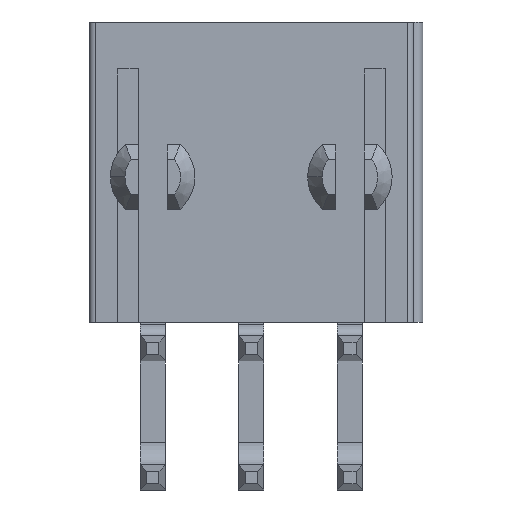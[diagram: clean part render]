
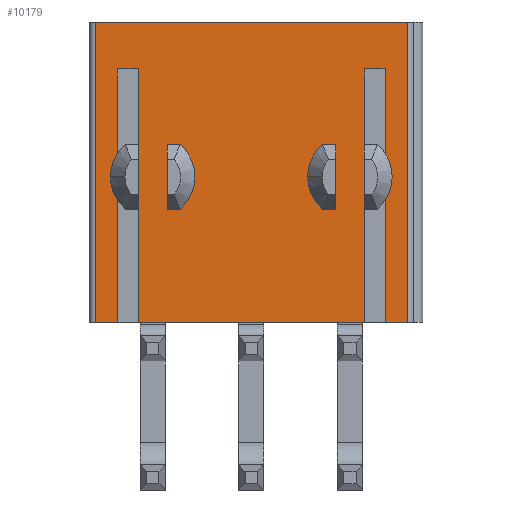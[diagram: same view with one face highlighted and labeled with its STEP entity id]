
A CAD part, front view. The second image highlights one B-rep face of the part: STEP entity #10179.
In plain terms, the highlighted planar face has unit normal (0, -1, 0).
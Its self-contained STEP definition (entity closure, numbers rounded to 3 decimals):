
#35 = VERTEX_POINT ( 'NONE', #5175 ) ;
#71 = ORIENTED_EDGE ( 'NONE', *, *, #979, .T. ) ;
#104 = VECTOR ( 'NONE', #9545, 1000. ) ;
#183 = DIRECTION ( 'NONE',  ( -1., 0., 0. ) ) ;
#398 = VERTEX_POINT ( 'NONE', #2089 ) ;
#507 = DIRECTION ( 'NONE',  ( 0., 1., 0. ) ) ;
#657 = FACE_OUTER_BOUND ( 'NONE', #3125, .T. ) ;
#803 = CARTESIAN_POINT ( 'NONE',  ( 6.65, 0.4, 6.6 ) ) ;
#884 = LINE ( 'NONE', #8795, #927 ) ;
#901 = CARTESIAN_POINT ( 'NONE',  ( 3.59, 0.4, 1.37 ) ) ;
#927 = VECTOR ( 'NONE', #9501, 1000. ) ;
#976 = AXIS2_PLACEMENT_3D ( 'NONE', #7177, #3211, #4816 ) ;
#979 = EDGE_CURVE ( 'NONE', #5301, #6896, #9554, .T. ) ;
#990 = DIRECTION ( 'NONE',  ( 0., 0., -1. ) ) ;
#1001 = CARTESIAN_POINT ( 'NONE',  ( 6.9, 0.4, -6.2 ) ) ;
#1016 = DIRECTION ( 'NONE',  ( 0., 0., -1. ) ) ;
#1034 = VECTOR ( 'NONE', #1411, 1000. ) ;
#1053 = VECTOR ( 'NONE', #1016, 1000. ) ;
#1161 = CARTESIAN_POINT ( 'NONE',  ( -5.7, 0.4, 6.6 ) ) ;
#1177 = VERTEX_POINT ( 'NONE', #7030 ) ;
#1187 = EDGE_CURVE ( 'NONE', #5301, #3912, #2896, .T. ) ;
#1290 = LINE ( 'NONE', #8521, #7064 ) ;
#1369 = DIRECTION ( 'NONE',  ( 0., 0., 1. ) ) ;
#1411 = DIRECTION ( 'NONE',  ( 0., 0., -1. ) ) ;
#1503 = ORIENTED_EDGE ( 'NONE', *, *, #10059, .T. ) ;
#1903 = EDGE_CURVE ( 'NONE', #7651, #2228, #5003, .T. ) ;
#2089 = CARTESIAN_POINT ( 'NONE',  ( -3.59, 0.4, -1.37 ) ) ;
#2116 = VECTOR ( 'NONE', #9287, 1000. ) ;
#2148 = DIRECTION ( 'NONE',  ( 0., 0., -1. ) ) ;
#2154 = FACE_BOUND ( 'NONE', #10303, .T. ) ;
#2202 = EDGE_CURVE ( 'NONE', #9052, #3404, #6518, .T. ) ;
#2206 = CARTESIAN_POINT ( 'NONE',  ( -5.7, 0.4, 4.6 ) ) ;
#2228 = VERTEX_POINT ( 'NONE', #901 ) ;
#2339 = CARTESIAN_POINT ( 'NONE',  ( 4.2, 0.4, 0. ) ) ;
#2474 = EDGE_CURVE ( 'NONE', #6800, #35, #7812, .T. ) ;
#2497 = CARTESIAN_POINT ( 'NONE',  ( 6.65, 0.4, -6.2 ) ) ;
#2546 = EDGE_CURVE ( 'NONE', #2228, #7651, #8890, .T. ) ;
#2701 = LINE ( 'NONE', #3634, #7582 ) ;
#2896 = LINE ( 'NONE', #6102, #2116 ) ;
#3059 = CARTESIAN_POINT ( 'NONE',  ( 5.7, 0.4, 6.6 ) ) ;
#3121 = ORIENTED_EDGE ( 'NONE', *, *, #6394, .T. ) ;
#3125 = EDGE_LOOP ( 'NONE', ( #4717, #5998, #9427, #5524, #1503, #4393, #5220, #8724, #71, #3121, #8027, #8516 ) ) ;
#3155 = CARTESIAN_POINT ( 'NONE',  ( -3.59, 0.4, 1.37 ) ) ;
#3211 = DIRECTION ( 'NONE',  ( 0., -1., 0. ) ) ;
#3288 = LINE ( 'NONE', #8828, #1053 ) ;
#3325 = VECTOR ( 'NONE', #5579, 1000. ) ;
#3404 = VERTEX_POINT ( 'NONE', #3899 ) ;
#3432 = DIRECTION ( 'NONE',  ( 0., 0., 1. ) ) ;
#3508 = VECTOR ( 'NONE', #183, 1000. ) ;
#3634 = CARTESIAN_POINT ( 'NONE',  ( -6.9, 0.4, 4.6 ) ) ;
#3636 = EDGE_CURVE ( 'NONE', #8402, #35, #1290, .T. ) ;
#3899 = CARTESIAN_POINT ( 'NONE',  ( -6.65, 0.4, -6.2 ) ) ;
#3912 = VERTEX_POINT ( 'NONE', #9718 ) ;
#3931 = LINE ( 'NONE', #3155, #104 ) ;
#3990 = AXIS2_PLACEMENT_3D ( 'NONE', #2339, #6936, #2148 ) ;
#4107 = VERTEX_POINT ( 'NONE', #4357 ) ;
#4126 = EDGE_CURVE ( 'NONE', #7888, #398, #3931, .T. ) ;
#4225 = CARTESIAN_POINT ( 'NONE',  ( -3.59, 0.4, 1.37 ) ) ;
#4357 = CARTESIAN_POINT ( 'NONE',  ( -4.81, 0.4, 4.6 ) ) ;
#4393 = ORIENTED_EDGE ( 'NONE', *, *, #8506, .T. ) ;
#4408 = DIRECTION ( 'NONE',  ( 1., 0., 0. ) ) ;
#4607 = AXIS2_PLACEMENT_3D ( 'NONE', #8503, #507, #1369 ) ;
#4717 = ORIENTED_EDGE ( 'NONE', *, *, #7407, .T. ) ;
#4732 = CARTESIAN_POINT ( 'NONE',  ( 4.81, 0.4, -6.2 ) ) ;
#4774 = EDGE_CURVE ( 'NONE', #4107, #3912, #884, .T. ) ;
#4815 = CARTESIAN_POINT ( 'NONE',  ( 3.59, 0.4, 1.37 ) ) ;
#4816 = DIRECTION ( 'NONE',  ( 0., 0., -1. ) ) ;
#4818 = CARTESIAN_POINT ( 'NONE',  ( 4.81, 0.4, 6.6 ) ) ;
#5003 = CIRCLE ( 'NONE', #3990, 1.5 ) ;
#5013 = CARTESIAN_POINT ( 'NONE',  ( -5.7, 0.4, -6.2 ) ) ;
#5100 = DIRECTION ( 'NONE',  ( 1., 0., 0. ) ) ;
#5153 = LINE ( 'NONE', #6979, #7203 ) ;
#5175 = CARTESIAN_POINT ( 'NONE',  ( 5.7, 0.4, -6.2 ) ) ;
#5220 = ORIENTED_EDGE ( 'NONE', *, *, #4774, .T. ) ;
#5301 = VERTEX_POINT ( 'NONE', #4732 ) ;
#5362 = ORIENTED_EDGE ( 'NONE', *, *, #1903, .T. ) ;
#5414 = CARTESIAN_POINT ( 'NONE',  ( 3.59, 0.4, -1.37 ) ) ;
#5524 = ORIENTED_EDGE ( 'NONE', *, *, #2202, .F. ) ;
#5579 = DIRECTION ( 'NONE',  ( 0., 0., 1. ) ) ;
#5593 = ORIENTED_EDGE ( 'NONE', *, *, #4126, .F. ) ;
#5690 = VECTOR ( 'NONE', #990, 1000. ) ;
#5774 = VECTOR ( 'NONE', #3432, 1000. ) ;
#5998 = ORIENTED_EDGE ( 'NONE', *, *, #6395, .T. ) ;
#6009 = LINE ( 'NONE', #7608, #9220 ) ;
#6061 = EDGE_LOOP ( 'NONE', ( #5362, #7256 ) ) ;
#6102 = CARTESIAN_POINT ( 'NONE',  ( 6.9, 0.4, -6.2 ) ) ;
#6394 = EDGE_CURVE ( 'NONE', #6896, #6800, #5153, .T. ) ;
#6395 = EDGE_CURVE ( 'NONE', #1177, #8392, #6009, .T. ) ;
#6436 = EDGE_CURVE ( 'NONE', #8392, #3404, #3288, .T. ) ;
#6470 = CIRCLE ( 'NONE', #976, 1.5 ) ;
#6518 = LINE ( 'NONE', #1001, #3508 ) ;
#6558 = DIRECTION ( 'NONE',  ( 0., 0., 1. ) ) ;
#6800 = VERTEX_POINT ( 'NONE', #7819 ) ;
#6896 = VERTEX_POINT ( 'NONE', #9222 ) ;
#6916 = DIRECTION ( 'NONE',  ( -1., 0., 0. ) ) ;
#6936 = DIRECTION ( 'NONE',  ( 0., 1., 0. ) ) ;
#6979 = CARTESIAN_POINT ( 'NONE',  ( -6.9, 0.4, 4.6 ) ) ;
#7030 = CARTESIAN_POINT ( 'NONE',  ( 6.65, 0.4, 6.6 ) ) ;
#7064 = VECTOR ( 'NONE', #6916, 1000. ) ;
#7159 = VERTEX_POINT ( 'NONE', #2206 ) ;
#7177 = CARTESIAN_POINT ( 'NONE',  ( -4.2, 0.4, 0. ) ) ;
#7194 = LINE ( 'NONE', #1161, #5774 ) ;
#7203 = VECTOR ( 'NONE', #4408, 1000. ) ;
#7256 = ORIENTED_EDGE ( 'NONE', *, *, #2546, .T. ) ;
#7407 = EDGE_CURVE ( 'NONE', #8402, #1177, #8856, .T. ) ;
#7554 = DIRECTION ( 'NONE',  ( -1., 0., 0. ) ) ;
#7582 = VECTOR ( 'NONE', #5100, 1000. ) ;
#7608 = CARTESIAN_POINT ( 'NONE',  ( 6.9, 0.4, 6.6 ) ) ;
#7651 = VERTEX_POINT ( 'NONE', #5414 ) ;
#7812 = LINE ( 'NONE', #3059, #1034 ) ;
#7819 = CARTESIAN_POINT ( 'NONE',  ( 5.7, 0.4, 4.6 ) ) ;
#7888 = VERTEX_POINT ( 'NONE', #4225 ) ;
#8027 = ORIENTED_EDGE ( 'NONE', *, *, #2474, .T. ) ;
#8392 = VERTEX_POINT ( 'NONE', #9664 ) ;
#8402 = VERTEX_POINT ( 'NONE', #2497 ) ;
#8453 = FACE_BOUND ( 'NONE', #6061, .T. ) ;
#8503 = CARTESIAN_POINT ( 'NONE',  ( 6.9, 0.4, 6.6 ) ) ;
#8506 = EDGE_CURVE ( 'NONE', #7159, #4107, #2701, .T. ) ;
#8516 = ORIENTED_EDGE ( 'NONE', *, *, #3636, .F. ) ;
#8521 = CARTESIAN_POINT ( 'NONE',  ( 6.9, 0.4, -6.2 ) ) ;
#8724 = ORIENTED_EDGE ( 'NONE', *, *, #1187, .F. ) ;
#8795 = CARTESIAN_POINT ( 'NONE',  ( -4.81, 0.4, 6.6 ) ) ;
#8814 = EDGE_CURVE ( 'NONE', #398, #7888, #6470, .T. ) ;
#8828 = CARTESIAN_POINT ( 'NONE',  ( -6.65, 0.4, 6.6 ) ) ;
#8856 = LINE ( 'NONE', #803, #3325 ) ;
#8890 = LINE ( 'NONE', #4815, #5690 ) ;
#9052 = VERTEX_POINT ( 'NONE', #5013 ) ;
#9220 = VECTOR ( 'NONE', #7554, 1000. ) ;
#9222 = CARTESIAN_POINT ( 'NONE',  ( 4.81, 0.4, 4.6 ) ) ;
#9287 = DIRECTION ( 'NONE',  ( -1., 0., 0. ) ) ;
#9357 = PLANE ( 'NONE',  #4607 ) ;
#9427 = ORIENTED_EDGE ( 'NONE', *, *, #6436, .T. ) ;
#9457 = VECTOR ( 'NONE', #6558, 1000. ) ;
#9501 = DIRECTION ( 'NONE',  ( 0., 0., -1. ) ) ;
#9545 = DIRECTION ( 'NONE',  ( 0., 0., -1. ) ) ;
#9554 = LINE ( 'NONE', #4818, #9457 ) ;
#9664 = CARTESIAN_POINT ( 'NONE',  ( -6.65, 0.4, 6.6 ) ) ;
#9718 = CARTESIAN_POINT ( 'NONE',  ( -4.81, 0.4, -6.2 ) ) ;
#9801 = ORIENTED_EDGE ( 'NONE', *, *, #8814, .F. ) ;
#10059 = EDGE_CURVE ( 'NONE', #9052, #7159, #7194, .T. ) ;
#10179 = ADVANCED_FACE ( 'NONE', ( #8453, #657, #2154 ), #9357, .F. ) ;
#10303 = EDGE_LOOP ( 'NONE', ( #9801, #5593 ) ) ;
